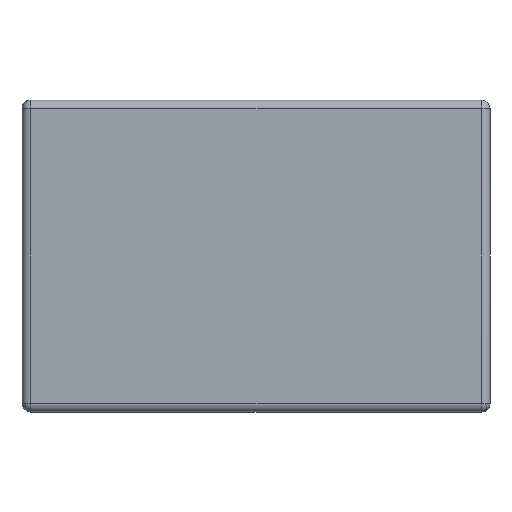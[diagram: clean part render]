
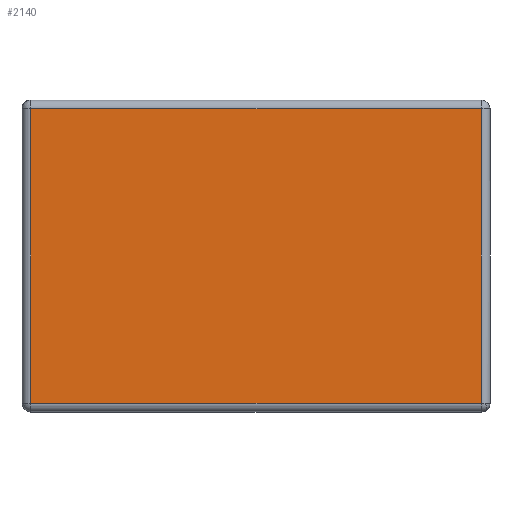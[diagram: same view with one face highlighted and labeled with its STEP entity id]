
A CAD part, left-side view. The second image highlights one B-rep face of the part: STEP entity #2140.
In plain terms, the highlighted planar face has unit normal (-1, 0, 0).
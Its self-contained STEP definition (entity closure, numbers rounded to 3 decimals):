
#1505=CARTESIAN_POINT('',(-1.7,-1.3,0.05));
#1506=VERTEX_POINT('',#1505);
#1549=CARTESIAN_POINT('',(-1.7,1.3,0.05));
#1550=VERTEX_POINT('',#1549);
#1608=CARTESIAN_POINT('',(-1.7,1.3,1.75));
#1609=VERTEX_POINT('',#1608);
#1713=CARTESIAN_POINT('',(-1.7,-1.3,1.75));
#1714=VERTEX_POINT('',#1713);
#1938=CARTESIAN_POINT('',(-1.7,1.3,1.75));
#1939=DIRECTION('',(0.0,-1.0,0.0));
#1940=VECTOR('',#1939,2.6);
#1941=LINE('',#1938,#1940);
#1942=EDGE_CURVE('',#1609,#1714,#1941,.T.);
#1961=CARTESIAN_POINT('',(-1.7,-1.3,1.75));
#1962=DIRECTION('',(0.0,0.0,-1.0));
#1963=VECTOR('',#1962,1.7);
#1964=LINE('',#1961,#1963);
#1965=EDGE_CURVE('',#1714,#1506,#1964,.T.);
#2043=CARTESIAN_POINT('',(-1.7,1.3,0.05));
#2044=DIRECTION('',(0.0,0.0,1.0));
#2045=VECTOR('',#2044,1.7);
#2046=LINE('',#2043,#2045);
#2047=EDGE_CURVE('',#1550,#1609,#2046,.T.);
#2072=CARTESIAN_POINT('',(-1.7,-1.3,0.05));
#2073=DIRECTION('',(0.0,1.0,0.0));
#2074=VECTOR('',#2073,2.6);
#2075=LINE('',#2072,#2074);
#2076=EDGE_CURVE('',#1506,#1550,#2075,.T.);
#2129=CARTESIAN_POINT('',(-1.7,0.1,0.9));
#2130=DIRECTION('',(1.0,0.0,0.0));
#2131=DIRECTION('',(0.0,0.0,1.0));
#2132=AXIS2_PLACEMENT_3D('',#2129,#2130,#2131);
#2133=PLANE('',#2132);
#2134=ORIENTED_EDGE('',*,*,#1942,.F.);
#2135=ORIENTED_EDGE('',*,*,#2047,.F.);
#2136=ORIENTED_EDGE('',*,*,#2076,.F.);
#2137=ORIENTED_EDGE('',*,*,#1965,.F.);
#2138=EDGE_LOOP('',(#2134,#2135,#2136,#2137));
#2139=FACE_OUTER_BOUND('',#2138,.T.);
#2140=ADVANCED_FACE('',(#2139),#2133,.F.);
